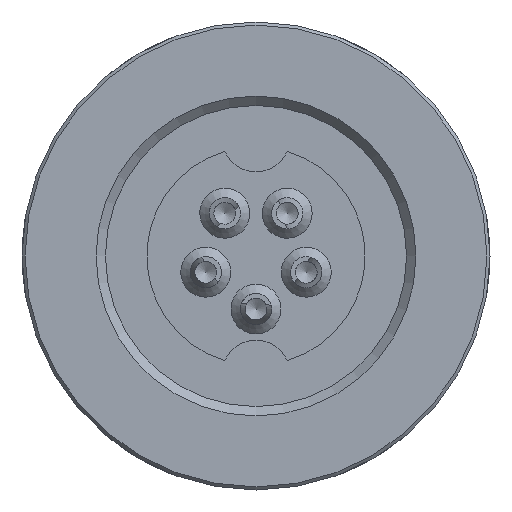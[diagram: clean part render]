
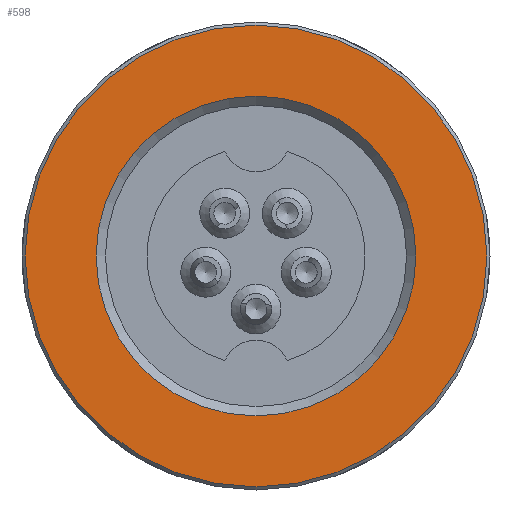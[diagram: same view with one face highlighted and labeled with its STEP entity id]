
A CAD part, left-side view. The second image highlights one B-rep face of the part: STEP entity #598.
In plain terms, the highlighted planar face has unit normal (-1, 0, 0).
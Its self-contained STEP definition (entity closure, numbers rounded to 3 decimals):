
#237=PLANE('',#2331);
#598=ADVANCED_FACE('',(#782,#783),#237,.T.);
#782=FACE_BOUND('',#959,.T.);
#783=FACE_BOUND('',#960,.T.);
#959=EDGE_LOOP('',(#1342));
#960=EDGE_LOOP('',(#1343));
#1342=ORIENTED_EDGE('',*,*,#1944,.T.);
#1343=ORIENTED_EDGE('',*,*,#1945,.T.);
#1707=VERTEX_POINT('',#3817);
#1708=VERTEX_POINT('',#3820);
#1944=EDGE_CURVE('',#1707,#1707,#2130,.T.);
#1945=EDGE_CURVE('',#1708,#1708,#2131,.T.);
#2130=CIRCLE('',#2328,5.125);
#2131=CIRCLE('',#2330,7.4);
#2328=AXIS2_PLACEMENT_3D('',#3816,#2793,#2794);
#2330=AXIS2_PLACEMENT_3D('',#3819,#2797,#2798);
#2331=AXIS2_PLACEMENT_3D('',#3821,#2799,#2800);
#2793=DIRECTION('',(1.,0.,0.));
#2794=DIRECTION('',(0.,0.,1.));
#2797=DIRECTION('',(-1.,0.,0.));
#2798=DIRECTION('',(0.,0.,1.));
#2799=DIRECTION('',(-1.,0.,0.));
#2800=DIRECTION('',(0.,0.,1.));
#3816=CARTESIAN_POINT('',(0.,0.,0.));
#3817=CARTESIAN_POINT('',(0.,0.,5.125));
#3819=CARTESIAN_POINT('',(0.,0.,0.));
#3820=CARTESIAN_POINT('',(0.,0.,7.4));
#3821=CARTESIAN_POINT('',(0.,0.,0.));
